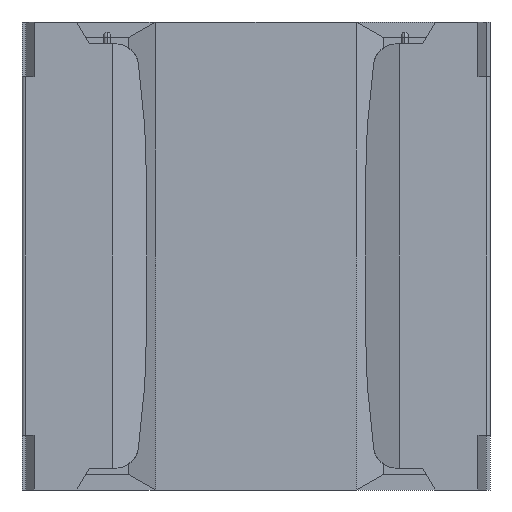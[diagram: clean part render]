
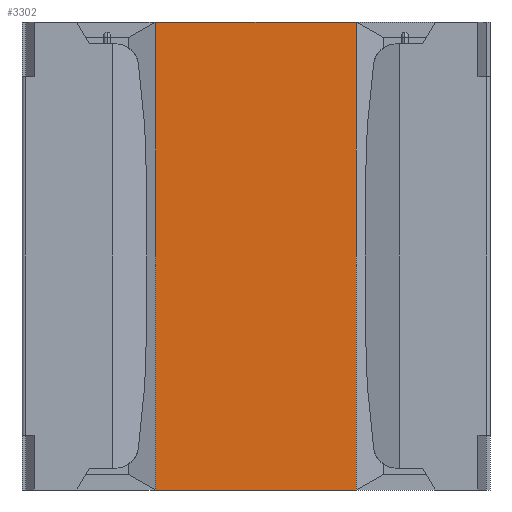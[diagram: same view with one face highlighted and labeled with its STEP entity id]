
A CAD part, front view. The second image highlights one B-rep face of the part: STEP entity #3302.
In plain terms, the highlighted planar face has unit normal (0, -1, 0).
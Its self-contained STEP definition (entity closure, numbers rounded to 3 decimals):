
#80 = VECTOR ( 'NONE', #4248, 1000. ) ;
#94 = VECTOR ( 'NONE', #3545, 1000. ) ;
#128 = EDGE_CURVE ( 'NONE', #804, #3220, #4615, .T. ) ;
#223 = EDGE_CURVE ( 'NONE', #501, #804, #2007, .T. ) ;
#329 = CARTESIAN_POINT ( 'NONE',  ( 0., 0.05, -1.5 ) ) ;
#415 = ORIENTED_EDGE ( 'NONE', *, *, #223, .T. ) ;
#499 = DIRECTION ( 'NONE',  ( 0., 1., 0. ) ) ;
#501 = VERTEX_POINT ( 'NONE', #3070 ) ;
#509 = PLANE ( 'NONE',  #1992 ) ;
#804 = VERTEX_POINT ( 'NONE', #2959 ) ;
#843 = DIRECTION ( 'NONE',  ( 0., 0., 1. ) ) ;
#1010 = CARTESIAN_POINT ( 'NONE',  ( 0., 0.05, 1.5 ) ) ;
#1049 = EDGE_CURVE ( 'NONE', #501, #1662, #2069, .T. ) ;
#1195 = CARTESIAN_POINT ( 'NONE',  ( -0.644, 0.05, 1.5 ) ) ;
#1336 = ORIENTED_EDGE ( 'NONE', *, *, #1049, .F. ) ;
#1662 = VERTEX_POINT ( 'NONE', #1195 ) ;
#1992 = AXIS2_PLACEMENT_3D ( 'NONE', #3727, #499, #843 ) ;
#2007 = LINE ( 'NONE', #329, #80 ) ;
#2069 = LINE ( 'NONE', #3418, #3308 ) ;
#2097 = ORIENTED_EDGE ( 'NONE', *, *, #128, .T. ) ;
#2110 = VECTOR ( 'NONE', #4656, 1000. ) ;
#2349 = LINE ( 'NONE', #1010, #94 ) ;
#2740 = EDGE_CURVE ( 'NONE', #1662, #3220, #2349, .T. ) ;
#2959 = CARTESIAN_POINT ( 'NONE',  ( 0.644, 0.05, -1.5 ) ) ;
#2963 = ORIENTED_EDGE ( 'NONE', *, *, #2740, .F. ) ;
#3020 = CARTESIAN_POINT ( 'NONE',  ( 0.644, 0.05, 1.5 ) ) ;
#3070 = CARTESIAN_POINT ( 'NONE',  ( -0.644, 0.05, -1.5 ) ) ;
#3220 = VERTEX_POINT ( 'NONE', #3020 ) ;
#3302 = ADVANCED_FACE ( 'NONE', ( #4421 ), #509, .F. ) ;
#3308 = VECTOR ( 'NONE', #4501, 1000. ) ;
#3418 = CARTESIAN_POINT ( 'NONE',  ( -0.644, 0.05, -1.5 ) ) ;
#3545 = DIRECTION ( 'NONE',  ( 1., 0., 0. ) ) ;
#3727 = CARTESIAN_POINT ( 'NONE',  ( 0., 0.05, 0. ) ) ;
#4248 = DIRECTION ( 'NONE',  ( 1., 0., 0. ) ) ;
#4272 = CARTESIAN_POINT ( 'NONE',  ( 0.644, 0.05, -1.5 ) ) ;
#4393 = EDGE_LOOP ( 'NONE', ( #2963, #1336, #415, #2097 ) ) ;
#4421 = FACE_OUTER_BOUND ( 'NONE', #4393, .T. ) ;
#4501 = DIRECTION ( 'NONE',  ( 0., 0., 1. ) ) ;
#4615 = LINE ( 'NONE', #4272, #2110 ) ;
#4656 = DIRECTION ( 'NONE',  ( 0., 0., 1. ) ) ;
